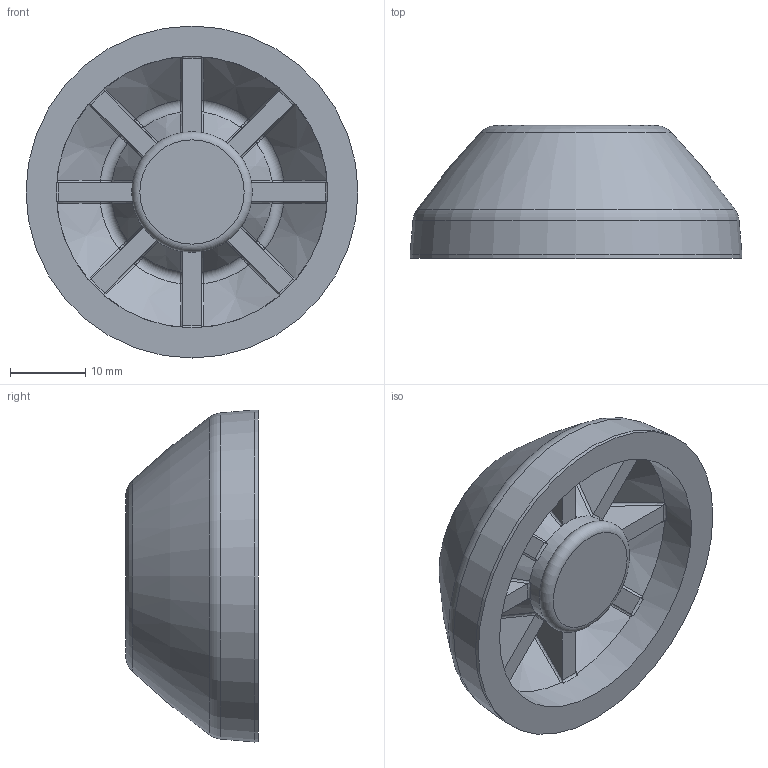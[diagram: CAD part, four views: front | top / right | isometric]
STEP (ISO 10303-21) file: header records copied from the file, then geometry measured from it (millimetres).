
FILE_DESCRIPTION(/* description */ ('Teller 45 für Gelenkstellfuß'),/* implementation_level */ '2;1');
FILE_NAME(/* name */ 'Syskomp 403538834 Teller 45 für Gelenkstellfuß.stp',/* time_stamp */ '2018-11-14T14:38:59+01:00',/* author */ ('wheldmann'),/* organization */ (''),/* preprocessor_version */ 'ST-DEVELOPER v16.1',/* originating_system */ 'Autodesk Inventor 2016',/* authorisation */ '');
FILE_SCHEMA (('AUTOMOTIVE_DESIGN { 1 0 10303 214 3 1 1 }'));
Length unit declared in the file: millimetre
Products named in the file (1): 403538834 Teller 45 für Gelenkstellfuß
Bounding box: 44 x 17.6 x 44 mm (x, y, z)
Volume: 11821.4 mm3; surface area: 6291.3 mm2
Topology: 1 solids, 1 shells, 125 faces, 330 edges, 208 vertices
Faces by surface type: bspline 49, torus 27, plane 27, cone 18, cylinder 3, sphere 1
Full cylindrical faces by diameter (mm): 15 x1, 36 x1, 44 x1
Entity records: 6098 total; most frequent: CARTESIAN_POINT 3508, ORIENTED_EDGE 628, DIRECTION 416, EDGE_CURVE 314, VERTEX_POINT 202, AXIS2_PLACEMENT_3D 200, B_SPLINE_CURVE_WITH_KNOTS 174, EDGE_LOOP 136
